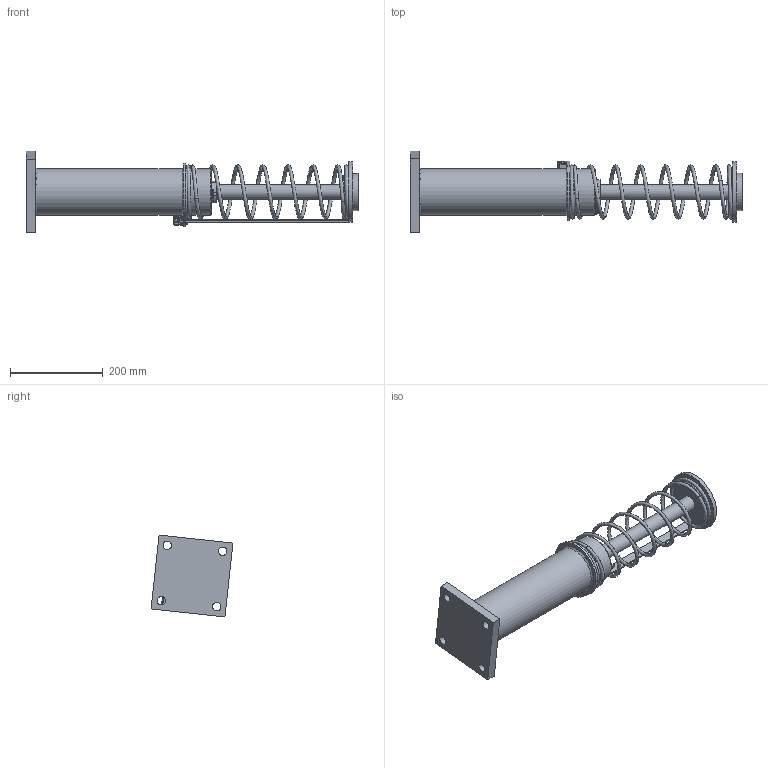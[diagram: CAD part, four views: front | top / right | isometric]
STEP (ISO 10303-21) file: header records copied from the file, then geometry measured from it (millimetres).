
FILE_DESCRIPTION(/* description */ (''),/* implementation_level */ '2;1');
FILE_NAME(/* name */ 'HPM-40-275 - Kunde.stp',/* time_stamp */ '2019-01-29T15:29:50+01:00',/* author */ ('Baecker'),/* organization */ ('Henning GmbH & Co. KG'),/* preprocessor_version */ 'ST-DEVELOPER v17.2',/* originating_system */ 'Autodesk Inventor 2019',/* authorisation */ 'Diese Zeichnung ist Eigentum der Henning GmbH & Co. KG und darf nur mit Genehmigung an dritte weitergegeben werden ');
FILE_SCHEMA (('AUTOMOTIVE_DESIGN { 1 0 10303 214 3 1 1 }'));
Length unit declared in the file: millimetre
Products named in the file (1): HPM-40-275 - Kunde
Bounding box: 715 x 176.1 x 176.1 mm (x, y, z)
Volume: 4145512.3 mm3; surface area: 357335.7 mm2
Topology: 2 solids, 10 shells, 1052 faces, 3043 edges, 1992 vertices
Faces by surface type: plane 790, cylinder 199, cone 37, torus 15, bspline 11
Full cylindrical faces by diameter (mm): 2 x2, 2.4 x2, 2.6 x2, 2.75 x1, 2.85 x4, 3.1 x2, 3.2 x2, 3.5 x4, 4 x3, 4.3 x2, 7.53 x1, 12 x1, 16 x1, 18 x5, 20 x2, 32 x1, 80 x1, 100 x3, 130 x1
Entity records: 39078 total; most frequent: CARTESIAN_POINT 10021, ORIENTED_EDGE 6050, DIRECTION 5544, EDGE_CURVE 3041, LINE 2250, VECTOR 2250, VERTEX_POINT 1992, AXIS2_PLACEMENT_3D 1647
